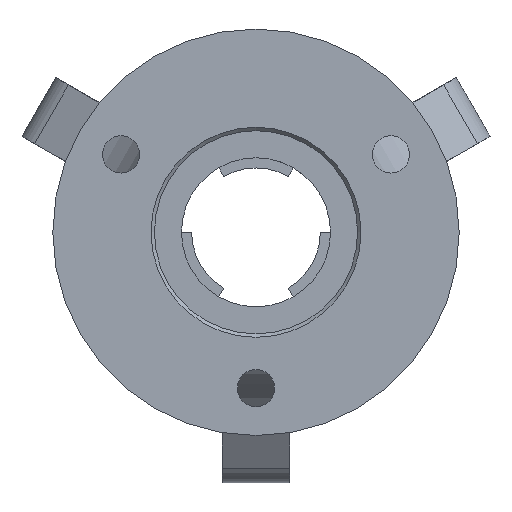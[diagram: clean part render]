
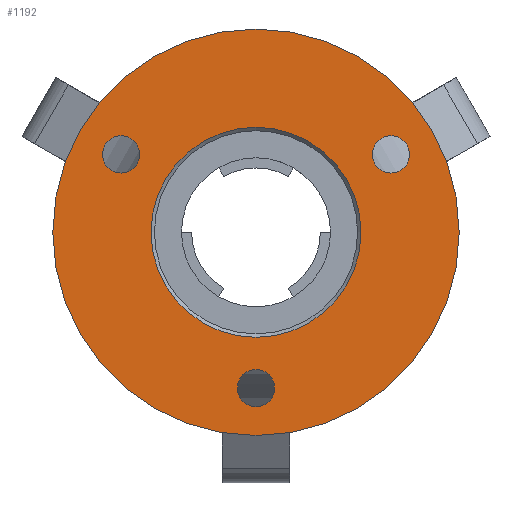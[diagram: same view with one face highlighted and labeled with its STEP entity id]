
A CAD part, front view. The second image highlights one B-rep face of the part: STEP entity #1192.
In plain terms, the highlighted planar face has unit normal (0, -1, 0).
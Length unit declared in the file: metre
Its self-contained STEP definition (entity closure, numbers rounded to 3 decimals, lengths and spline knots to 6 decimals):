
#57=PLANE('',#1313);
#129=CIRCLE('',#1312,0.03);
#130=CIRCLE('',#1314,0.0155);
#131=CIRCLE('',#1315,0.00275);
#132=CIRCLE('',#1316,0.00275);
#133=CIRCLE('',#1317,0.00275);
#439=ORIENTED_EDGE('',*,*,#616,.T.);
#440=ORIENTED_EDGE('',*,*,#617,.T.);
#441=ORIENTED_EDGE('',*,*,#618,.T.);
#442=ORIENTED_EDGE('',*,*,#619,.T.);
#443=ORIENTED_EDGE('',*,*,#615,.T.);
#615=EDGE_CURVE('',#732,#732,#129,.T.);
#616=EDGE_CURVE('',#733,#733,#130,.F.);
#617=EDGE_CURVE('',#734,#734,#131,.F.);
#618=EDGE_CURVE('',#735,#735,#132,.F.);
#619=EDGE_CURVE('',#736,#736,#133,.F.);
#732=VERTEX_POINT('',#2261);
#733=VERTEX_POINT('',#2264);
#734=VERTEX_POINT('',#2266);
#735=VERTEX_POINT('',#2268);
#736=VERTEX_POINT('',#2270);
#983=EDGE_LOOP('',(#439));
#984=EDGE_LOOP('',(#440));
#985=EDGE_LOOP('',(#441));
#986=EDGE_LOOP('',(#442));
#987=EDGE_LOOP('',(#443));
#1086=FACE_BOUND('',#983,.T.);
#1087=FACE_BOUND('',#984,.T.);
#1088=FACE_BOUND('',#985,.T.);
#1089=FACE_BOUND('',#986,.T.);
#1090=FACE_BOUND('',#987,.T.);
#1192=ADVANCED_FACE('',(#1086,#1087,#1088,#1089,#1090),#57,.T.);
#1312=AXIS2_PLACEMENT_3D('',#2260,#1611,#1612);
#1313=AXIS2_PLACEMENT_3D('',#2262,#1613,#1614);
#1314=AXIS2_PLACEMENT_3D('',#2263,#1615,#1616);
#1315=AXIS2_PLACEMENT_3D('',#2265,#1617,#1618);
#1316=AXIS2_PLACEMENT_3D('',#2267,#1619,#1620);
#1317=AXIS2_PLACEMENT_3D('',#2269,#1621,#1622);
#1611=DIRECTION('',(0.,-1.,0.));
#1612=DIRECTION('',(0.,0.,-1.));
#1613=DIRECTION('',(0.,-1.,0.));
#1614=DIRECTION('',(1.,0.,0.));
#1615=DIRECTION('',(0.,-1.,0.));
#1616=DIRECTION('',(0.,0.,-1.));
#1617=DIRECTION('',(0.,-1.,0.));
#1618=DIRECTION('',(0.,0.,-1.));
#1619=DIRECTION('',(0.,-1.,0.));
#1620=DIRECTION('',(0.,0.,-1.));
#1621=DIRECTION('',(0.,-1.,0.));
#1622=DIRECTION('',(0.,0.,-1.));
#2260=CARTESIAN_POINT('',(0.,-0.058,0.));
#2261=CARTESIAN_POINT('',(0.,-0.058,-0.03));
#2262=CARTESIAN_POINT('',(0.,-0.058,0.));
#2263=CARTESIAN_POINT('',(0.,-0.058,0.));
#2264=CARTESIAN_POINT('',(0.,-0.058,-0.0155));
#2265=CARTESIAN_POINT('',(0.019919,-0.058,0.0115));
#2266=CARTESIAN_POINT('',(0.019919,-0.058,0.00875));
#2267=CARTESIAN_POINT('',(0.,-0.058,-0.023));
#2268=CARTESIAN_POINT('',(0.,-0.058,-0.02575));
#2269=CARTESIAN_POINT('',(-0.019919,-0.058,0.0115));
#2270=CARTESIAN_POINT('',(-0.019919,-0.058,0.00875));
